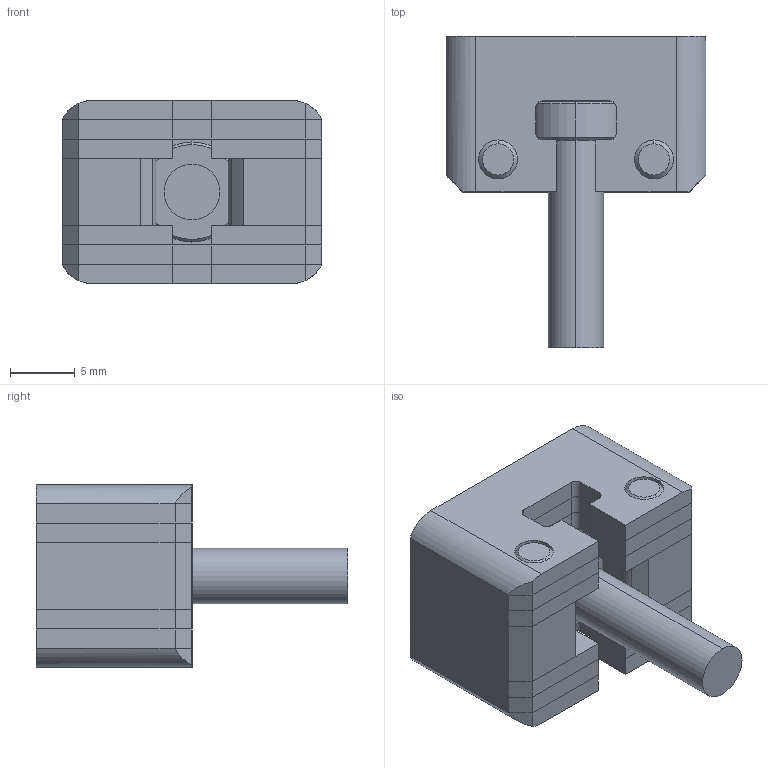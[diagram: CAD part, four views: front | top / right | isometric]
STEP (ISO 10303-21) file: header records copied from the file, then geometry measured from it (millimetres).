
FILE_DESCRIPTION (( 'STEP AP203' ), '1' );
FILE_NAME ('1aca.STEP', '2023-01-11T08:33:09', ( '' ), ( '' ), 'SwSTEP 2.0', 'SolidWorks 2019', '' );
FILE_SCHEMA (( 'CONFIG_CONTROL_DESIGN' ));
Length unit declared in the file: millimetre
Products named in the file (6): Lamela 87080feb915b45dd6b32a0e19a50094a; Lamellar_Gas_Vent_ISGL20C 87080feb915b45dd6b32a0e19a50094a; Lamela_Radius 87080feb915b45dd6b32a0e19a50094a; Bolt 87080feb915b45dd6b32a0e19a50094a; 1aca; Pin_20 87080feb915b45dd6b32a0e19a50094a
Assembly tree (8 placements, depth 2):
  1aca
    Lamellar_Gas_Vent_ISGL20C 87080feb915b45dd6b32a0e19a50094a
    Bolt 87080feb915b45dd6b32a0e19a50094a
    Lamela_Radius 87080feb915b45dd6b32a0e19a50094a  x2
    Lamela 87080feb915b45dd6b32a0e19a50094a  x2
    Pin_20 87080feb915b45dd6b32a0e19a50094a  x2
Bounding box: 20 x 24 x 14.08 mm (x, y, z)
Volume: 3129.8 mm3; surface area: 4705.3 mm2
Topology: 10 solids, 10 shells, 198 faces, 519 edges, 342 vertices
Faces by surface type: plane 115, cylinder 71, cone 12
Entity records: 4379 total; most frequent: DIRECTION 657, CARTESIAN_POINT 644, ORIENTED_EDGE 614, EDGE_CURVE 307, AXIS2_PLACEMENT_3D 223, LINE 211, VECTOR 211, VERTEX_POINT 202
